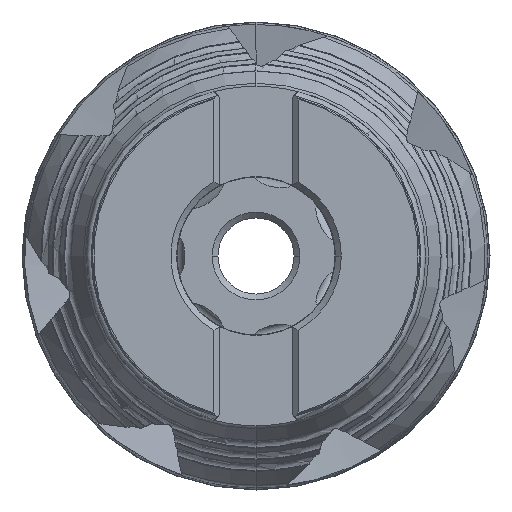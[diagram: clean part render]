
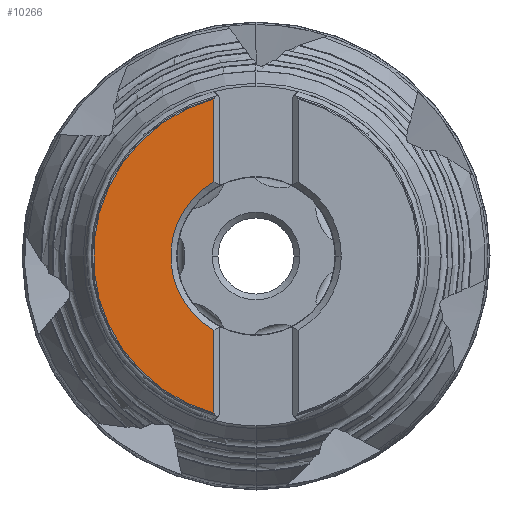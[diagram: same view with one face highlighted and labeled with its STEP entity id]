
A CAD part, left-side view. The second image highlights one B-rep face of the part: STEP entity #10266.
In plain terms, the highlighted planar face has unit normal (-1, 0, 0).
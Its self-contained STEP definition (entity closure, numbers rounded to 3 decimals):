
#667 = PLANE ( 'NONE',  #1038 ) ;
#676 = CARTESIAN_POINT ( 'NONE',  ( -48.25, 27.788, 0. ) ) ;
#684 = DIRECTION ( 'NONE',  ( -1., 0., 0. ) ) ;
#685 = DIRECTION ( 'NONE',  ( 0., 0., 1. ) ) ;
#1038 = AXIS2_PLACEMENT_3D ( 'NONE', #676, #684, #685 ) ;
#4798 = EDGE_LOOP ( 'NONE', ( #6149, #6410, #6208, #6329 ) ) ;
#5828 = AXIS2_PLACEMENT_3D ( 'NONE', #12064, #12066, #12067 ) ;
#5831 = AXIS2_PLACEMENT_3D ( 'NONE', #12102, #12104, #12105 ) ;
#6149 = ORIENTED_EDGE ( 'NONE', *, *, #9835, .T. ) ;
#6208 = ORIENTED_EDGE ( 'NONE', *, *, #9825, .F. ) ;
#6329 = ORIENTED_EDGE ( 'NONE', *, *, #9836, .T. ) ;
#6410 = ORIENTED_EDGE ( 'NONE', *, *, #9834, .T. ) ;
#6455 = CARTESIAN_POINT ( 'NONE',  ( -48.25, 7.2, 26.839 ) ) ;
#6512 = CARTESIAN_POINT ( 'NONE',  ( -48.25, 7.2, -26.839 ) ) ;
#6611 = CARTESIAN_POINT ( 'NONE',  ( -48.25, 7.2, 12.672 ) ) ;
#6702 = CARTESIAN_POINT ( 'NONE',  ( -48.25, 7.2, -12.672 ) ) ;
#7093 = VERTEX_POINT ( 'NONE', #6455 ) ;
#7094 = VERTEX_POINT ( 'NONE', #6702 ) ;
#7112 = VERTEX_POINT ( 'NONE', #6611 ) ;
#7246 = VERTEX_POINT ( 'NONE', #6512 ) ;
#9825 = EDGE_CURVE ( 'NONE', #7246, #7093, #10993, .T. ) ;
#9834 = EDGE_CURVE ( 'NONE', #7112, #7093, #10996, .T. ) ;
#9835 = EDGE_CURVE ( 'NONE', #7094, #7112, #11000, .T. ) ;
#9836 = EDGE_CURVE ( 'NONE', #7246, #7094, #10987, .T. ) ;
#10266 = ADVANCED_FACE ( 'NONE', ( #11540 ), #667, .T. ) ;
#10985 = VECTOR ( 'NONE', #12107, 1000. ) ;
#10987 = LINE ( 'NONE', #12106, #10985 ) ;
#10993 = CIRCLE ( 'NONE', #5828, 27.788 ) ;
#10994 = VECTOR ( 'NONE', #12101, 1000. ) ;
#10996 = LINE ( 'NONE', #12100, #10994 ) ;
#11000 = CIRCLE ( 'NONE', #5831, 14.575 ) ;
#11540 = FACE_OUTER_BOUND ( 'NONE', #4798, .T. ) ;
#12064 = CARTESIAN_POINT ( 'NONE',  ( -48.25, 0., 0. ) ) ;
#12066 = DIRECTION ( 'NONE',  ( 1., 0., 0. ) ) ;
#12067 = DIRECTION ( 'NONE',  ( 0., 0., -1. ) ) ;
#12100 = CARTESIAN_POINT ( 'NONE',  ( -48.25, 7.2, 27.087 ) ) ;
#12101 = DIRECTION ( 'NONE',  ( 0., 0., 1. ) ) ;
#12102 = CARTESIAN_POINT ( 'NONE',  ( -48.25, 0., 0. ) ) ;
#12104 = DIRECTION ( 'NONE',  ( 1., 0., 0. ) ) ;
#12105 = DIRECTION ( 'NONE',  ( 0., 1., 0. ) ) ;
#12106 = CARTESIAN_POINT ( 'NONE',  ( -48.25, 7.2, -13.191 ) ) ;
#12107 = DIRECTION ( 'NONE',  ( 0., 0., 1. ) ) ;
